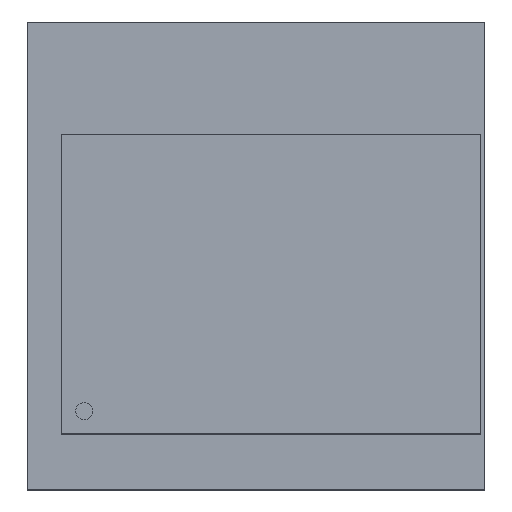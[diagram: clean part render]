
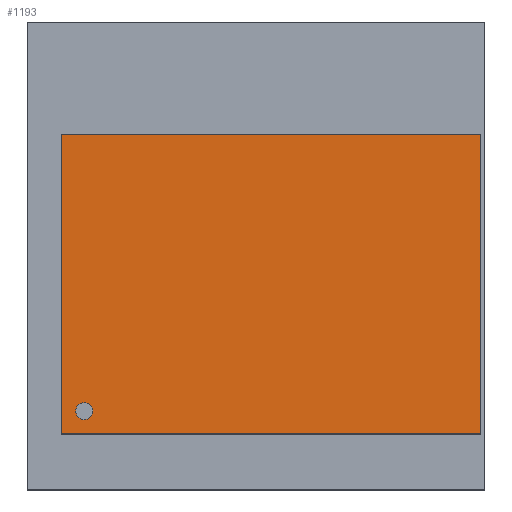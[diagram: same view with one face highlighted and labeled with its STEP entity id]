
A CAD part, top view. The second image highlights one B-rep face of the part: STEP entity #1193.
In plain terms, the highlighted planar face has unit normal (0, 0, 1).
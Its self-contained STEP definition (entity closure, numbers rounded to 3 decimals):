
#330 = VERTEX_POINT('',#331);
#331 = CARTESIAN_POINT('',(-2.982,-2.118,
    0.91));
#337 = EDGE_CURVE('',#338,#330,#340,.T.);
#338 = VERTEX_POINT('',#339);
#339 = CARTESIAN_POINT('',(-3.267,-2.118,
    0.91));
#340 = CIRCLE('',#341,0.142);
#341 = AXIS2_PLACEMENT_3D('',#342,#343,#344);
#342 = CARTESIAN_POINT('',(-3.124,-2.118,
    0.91));
#343 = DIRECTION('',(0.,0.,1.));
#344 = DIRECTION('',(1.,0.,0.));
#1103 = VERTEX_POINT('',#1104);
#1104 = CARTESIAN_POINT('',(3.5,2.5,0.91));
#1110 = EDGE_CURVE('',#1111,#1103,#1113,.T.);
#1111 = VERTEX_POINT('',#1112);
#1112 = CARTESIAN_POINT('',(3.5,-2.5,0.91));
#1113 = LINE('',#1114,#1115);
#1114 = CARTESIAN_POINT('',(3.5,2.5,0.91));
#1115 = VECTOR('',#1116,1.);
#1116 = DIRECTION('',(0.,1.,0.));
#1134 = VERTEX_POINT('',#1135);
#1135 = CARTESIAN_POINT('',(-3.5,2.5,0.91));
#1141 = EDGE_CURVE('',#1103,#1134,#1142,.T.);
#1142 = LINE('',#1143,#1144);
#1143 = CARTESIAN_POINT('',(-3.5,2.5,0.91));
#1144 = VECTOR('',#1145,1.);
#1145 = DIRECTION('',(-1.,-0.,-0.));
#1158 = VERTEX_POINT('',#1159);
#1159 = CARTESIAN_POINT('',(-3.5,-2.5,0.91));
#1165 = EDGE_CURVE('',#1134,#1158,#1166,.T.);
#1166 = LINE('',#1167,#1168);
#1167 = CARTESIAN_POINT('',(-3.5,2.5,0.91));
#1168 = VECTOR('',#1169,1.);
#1169 = DIRECTION('',(0.,-1.,0.));
#1182 = EDGE_CURVE('',#1158,#1111,#1183,.T.);
#1183 = LINE('',#1184,#1185);
#1184 = CARTESIAN_POINT('',(-3.5,-2.5,0.91));
#1185 = VECTOR('',#1186,1.);
#1186 = DIRECTION('',(1.,0.,0.));
#1193 = ADVANCED_FACE('',(#1194,#1204),#1210,.T.);
#1194 = FACE_BOUND('',#1195,.T.);
#1195 = EDGE_LOOP('',(#1196,#1203));
#1196 = ORIENTED_EDGE('',*,*,#1197,.F.);
#1197 = EDGE_CURVE('',#330,#338,#1198,.T.);
#1198 = CIRCLE('',#1199,0.142);
#1199 = AXIS2_PLACEMENT_3D('',#1200,#1201,#1202);
#1200 = CARTESIAN_POINT('',(-3.124,-2.118,
    0.91));
#1201 = DIRECTION('',(0.,0.,1.));
#1202 = DIRECTION('',(1.,0.,0.));
#1203 = ORIENTED_EDGE('',*,*,#337,.F.);
#1204 = FACE_BOUND('',#1205,.T.);
#1205 = EDGE_LOOP('',(#1206,#1207,#1208,#1209));
#1206 = ORIENTED_EDGE('',*,*,#1110,.T.);
#1207 = ORIENTED_EDGE('',*,*,#1141,.T.);
#1208 = ORIENTED_EDGE('',*,*,#1165,.T.);
#1209 = ORIENTED_EDGE('',*,*,#1182,.T.);
#1210 = PLANE('',#1211);
#1211 = AXIS2_PLACEMENT_3D('',#1212,#1213,#1214);
#1212 = CARTESIAN_POINT('',(0.,0.,0.91));
#1213 = DIRECTION('',(0.,0.,1.));
#1214 = DIRECTION('',(1.,0.,0.));
